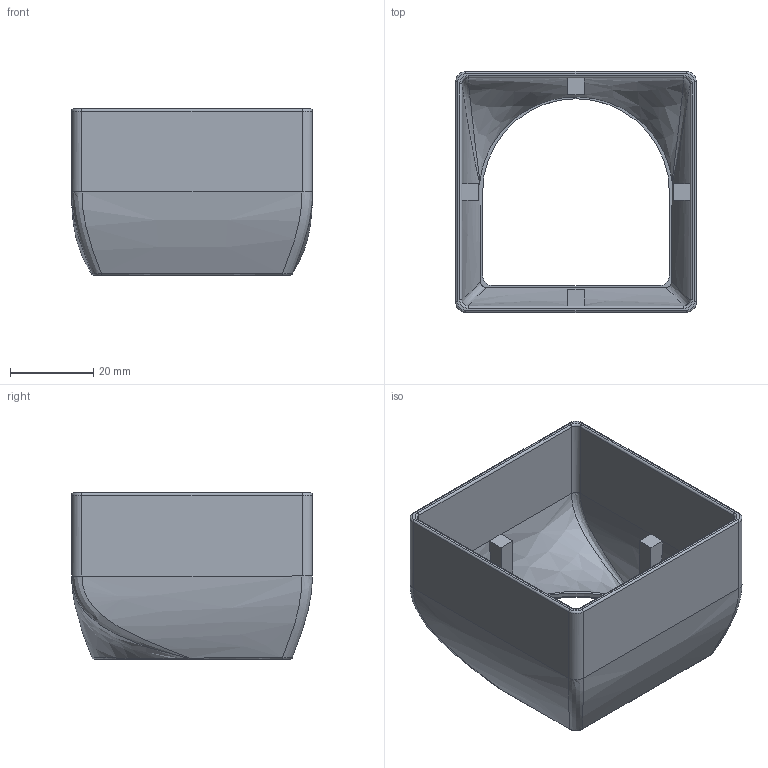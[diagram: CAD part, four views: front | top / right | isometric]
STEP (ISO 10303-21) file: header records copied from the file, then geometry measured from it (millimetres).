
FILE_DESCRIPTION (( 'STEP AP203' ), '1' );
FILE_NAME ('084.207.001.STEP', '2013-01-24T14:18:07', ( 'Alusic' ), ( 'Alusic' ), 'SwSTEP 2.0', 'SolidWorks 2011', '' );
FILE_SCHEMA (( 'CONFIG_CONTROL_DESIGN' ));
Length unit declared in the file: millimetre
Products named in the file (1): 084.207.001
Bounding box: 58 x 58 x 40 mm (x, y, z)
Volume: 13961.6 mm3; surface area: 18457.7 mm2
Topology: 1 solids, 1 shells, 87 faces, 198 edges, 114 vertices
Faces by surface type: plane 30, bspline 24, cylinder 22, torus 11
Entity records: 4989 total; most frequent: CARTESIAN_POINT 3157, ORIENTED_EDGE 396, DIRECTION 313, EDGE_CURVE 198, AXIS2_PLACEMENT_3D 119, VERTEX_POINT 114, EDGE_LOOP 90, ADVANCED_FACE 87
